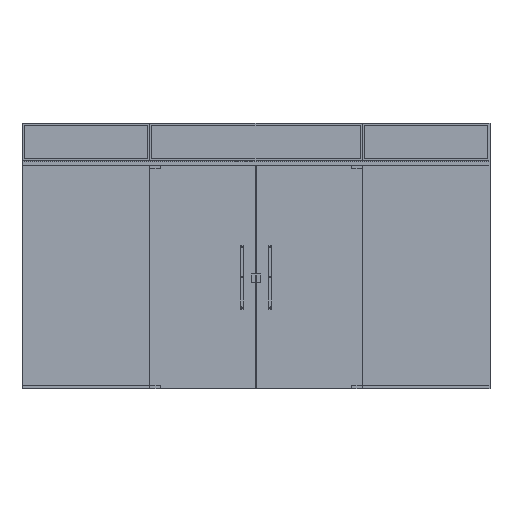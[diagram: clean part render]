
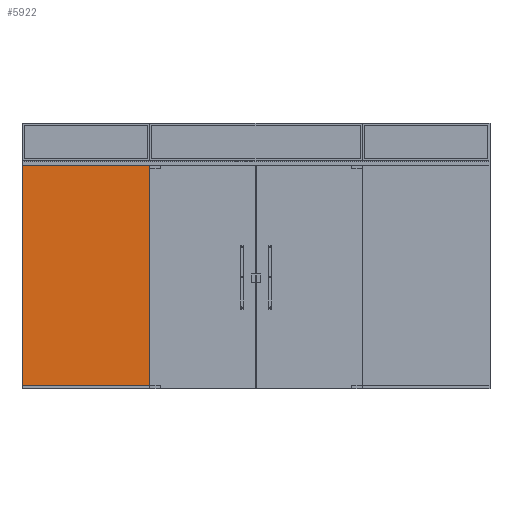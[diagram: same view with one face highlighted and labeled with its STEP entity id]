
A CAD part, front view. The second image highlights one B-rep face of the part: STEP entity #5922.
In plain terms, the highlighted planar face has unit normal (0, -1, 0).
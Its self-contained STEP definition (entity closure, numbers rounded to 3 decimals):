
#5613 = VERTEX_POINT('',#5614);
#5614 = CARTESIAN_POINT('',(2.,10.,2100.));
#5623 = PLANE('',#5624);
#5624 = AXIS2_PLACEMENT_3D('',#5625,#5626,#5627);
#5625 = CARTESIAN_POINT('',(2.,10.,2100.));
#5626 = DIRECTION('',(0.,0.,-1.));
#5627 = DIRECTION('',(1.,0.,0.));
#5635 = PLANE('',#5636);
#5636 = AXIS2_PLACEMENT_3D('',#5637,#5638,#5639);
#5637 = CARTESIAN_POINT('',(2.,10.,30.));
#5638 = DIRECTION('',(1.,0.,0.));
#5639 = DIRECTION('',(0.,0.,1.));
#5676 = VERTEX_POINT('',#5677);
#5677 = CARTESIAN_POINT('',(1199.,10.,2100.));
#5691 = PLANE('',#5692);
#5692 = AXIS2_PLACEMENT_3D('',#5693,#5694,#5695);
#5693 = CARTESIAN_POINT('',(1199.,10.,2100.));
#5694 = DIRECTION('',(-1.,0.,0.));
#5695 = DIRECTION('',(0.,0.,-1.));
#5703 = EDGE_CURVE('',#5613,#5676,#5704,.T.);
#5704 = SURFACE_CURVE('',#5705,(#5709,#5716),.PCURVE_S1.);
#5705 = LINE('',#5706,#5707);
#5706 = CARTESIAN_POINT('',(2.,10.,2100.));
#5707 = VECTOR('',#5708,1.);
#5708 = DIRECTION('',(1.,0.,0.));
#5709 = PCURVE('',#5623,#5710);
#5710 = DEFINITIONAL_REPRESENTATION('',(#5711),#5715);
#5711 = LINE('',#5712,#5713);
#5712 = CARTESIAN_POINT('',(0.,0.));
#5713 = VECTOR('',#5714,1.);
#5714 = DIRECTION('',(1.,0.));
#5715 = ( GEOMETRIC_REPRESENTATION_CONTEXT(2) 
PARAMETRIC_REPRESENTATION_CONTEXT() REPRESENTATION_CONTEXT('2D SPACE',''
  ) );
#5716 = PCURVE('',#5717,#5722);
#5717 = PLANE('',#5718);
#5718 = AXIS2_PLACEMENT_3D('',#5719,#5720,#5721);
#5719 = CARTESIAN_POINT('',(2.,10.,2100.));
#5720 = DIRECTION('',(0.,-1.,0.));
#5721 = DIRECTION('',(0.,0.,-1.));
#5722 = DEFINITIONAL_REPRESENTATION('',(#5723),#5727);
#5723 = LINE('',#5724,#5725);
#5724 = CARTESIAN_POINT('',(0.,0.));
#5725 = VECTOR('',#5726,1.);
#5726 = DIRECTION('',(0.,1.));
#5727 = ( GEOMETRIC_REPRESENTATION_CONTEXT(2) 
PARAMETRIC_REPRESENTATION_CONTEXT() REPRESENTATION_CONTEXT('2D SPACE',''
  ) );
#5757 = VERTEX_POINT('',#5758);
#5758 = CARTESIAN_POINT('',(1199.,10.,30.));
#5772 = PLANE('',#5773);
#5773 = AXIS2_PLACEMENT_3D('',#5774,#5775,#5776);
#5774 = CARTESIAN_POINT('',(1199.,10.,30.));
#5775 = DIRECTION('',(0.,0.,1.));
#5776 = DIRECTION('',(-1.,0.,0.));
#5784 = EDGE_CURVE('',#5676,#5757,#5785,.T.);
#5785 = SURFACE_CURVE('',#5786,(#5790,#5797),.PCURVE_S1.);
#5786 = LINE('',#5787,#5788);
#5787 = CARTESIAN_POINT('',(1199.,10.,2100.));
#5788 = VECTOR('',#5789,1.);
#5789 = DIRECTION('',(0.,0.,-1.));
#5790 = PCURVE('',#5691,#5791);
#5791 = DEFINITIONAL_REPRESENTATION('',(#5792),#5796);
#5792 = LINE('',#5793,#5794);
#5793 = CARTESIAN_POINT('',(0.,0.));
#5794 = VECTOR('',#5795,1.);
#5795 = DIRECTION('',(1.,0.));
#5796 = ( GEOMETRIC_REPRESENTATION_CONTEXT(2) 
PARAMETRIC_REPRESENTATION_CONTEXT() REPRESENTATION_CONTEXT('2D SPACE',''
  ) );
#5797 = PCURVE('',#5717,#5798);
#5798 = DEFINITIONAL_REPRESENTATION('',(#5799),#5803);
#5799 = LINE('',#5800,#5801);
#5800 = CARTESIAN_POINT('',(0.,1197.));
#5801 = VECTOR('',#5802,1.);
#5802 = DIRECTION('',(1.,0.));
#5803 = ( GEOMETRIC_REPRESENTATION_CONTEXT(2) 
PARAMETRIC_REPRESENTATION_CONTEXT() REPRESENTATION_CONTEXT('2D SPACE',''
  ) );
#5833 = VERTEX_POINT('',#5834);
#5834 = CARTESIAN_POINT('',(2.,10.,30.));
#5855 = EDGE_CURVE('',#5757,#5833,#5856,.T.);
#5856 = SURFACE_CURVE('',#5857,(#5861,#5868),.PCURVE_S1.);
#5857 = LINE('',#5858,#5859);
#5858 = CARTESIAN_POINT('',(1199.,10.,30.));
#5859 = VECTOR('',#5860,1.);
#5860 = DIRECTION('',(-1.,0.,0.));
#5861 = PCURVE('',#5772,#5862);
#5862 = DEFINITIONAL_REPRESENTATION('',(#5863),#5867);
#5863 = LINE('',#5864,#5865);
#5864 = CARTESIAN_POINT('',(0.,0.));
#5865 = VECTOR('',#5866,1.);
#5866 = DIRECTION('',(1.,0.));
#5867 = ( GEOMETRIC_REPRESENTATION_CONTEXT(2) 
PARAMETRIC_REPRESENTATION_CONTEXT() REPRESENTATION_CONTEXT('2D SPACE',''
  ) );
#5868 = PCURVE('',#5717,#5869);
#5869 = DEFINITIONAL_REPRESENTATION('',(#5870),#5874);
#5870 = LINE('',#5871,#5872);
#5871 = CARTESIAN_POINT('',(2070.,1197.));
#5872 = VECTOR('',#5873,1.);
#5873 = DIRECTION('',(0.,-1.));
#5874 = ( GEOMETRIC_REPRESENTATION_CONTEXT(2) 
PARAMETRIC_REPRESENTATION_CONTEXT() REPRESENTATION_CONTEXT('2D SPACE',''
  ) );
#5902 = EDGE_CURVE('',#5833,#5613,#5903,.T.);
#5903 = SURFACE_CURVE('',#5904,(#5908,#5915),.PCURVE_S1.);
#5904 = LINE('',#5905,#5906);
#5905 = CARTESIAN_POINT('',(2.,10.,30.));
#5906 = VECTOR('',#5907,1.);
#5907 = DIRECTION('',(0.,0.,1.));
#5908 = PCURVE('',#5635,#5909);
#5909 = DEFINITIONAL_REPRESENTATION('',(#5910),#5914);
#5910 = LINE('',#5911,#5912);
#5911 = CARTESIAN_POINT('',(0.,0.));
#5912 = VECTOR('',#5913,1.);
#5913 = DIRECTION('',(1.,0.));
#5914 = ( GEOMETRIC_REPRESENTATION_CONTEXT(2) 
PARAMETRIC_REPRESENTATION_CONTEXT() REPRESENTATION_CONTEXT('2D SPACE',''
  ) );
#5915 = PCURVE('',#5717,#5916);
#5916 = DEFINITIONAL_REPRESENTATION('',(#5917),#5921);
#5917 = LINE('',#5918,#5919);
#5918 = CARTESIAN_POINT('',(2070.,0.));
#5919 = VECTOR('',#5920,1.);
#5920 = DIRECTION('',(-1.,0.));
#5921 = ( GEOMETRIC_REPRESENTATION_CONTEXT(2) 
PARAMETRIC_REPRESENTATION_CONTEXT() REPRESENTATION_CONTEXT('2D SPACE',''
  ) );
#5922 = ADVANCED_FACE('',(#5923),#5717,.T.);
#5923 = FACE_BOUND('',#5924,.F.);
#5924 = EDGE_LOOP('',(#5925,#5926,#5927,#5928));
#5925 = ORIENTED_EDGE('',*,*,#5703,.T.);
#5926 = ORIENTED_EDGE('',*,*,#5784,.T.);
#5927 = ORIENTED_EDGE('',*,*,#5855,.T.);
#5928 = ORIENTED_EDGE('',*,*,#5902,.T.);
